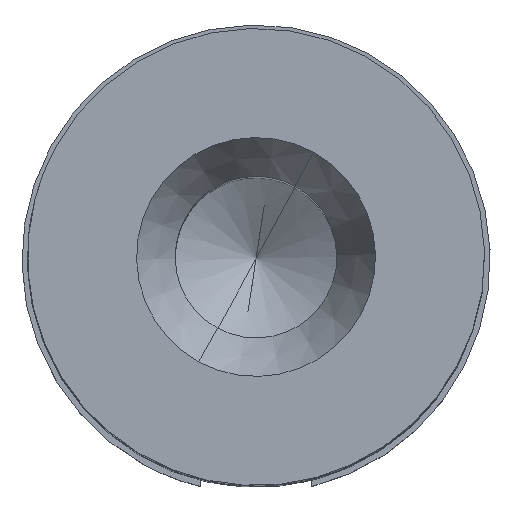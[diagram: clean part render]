
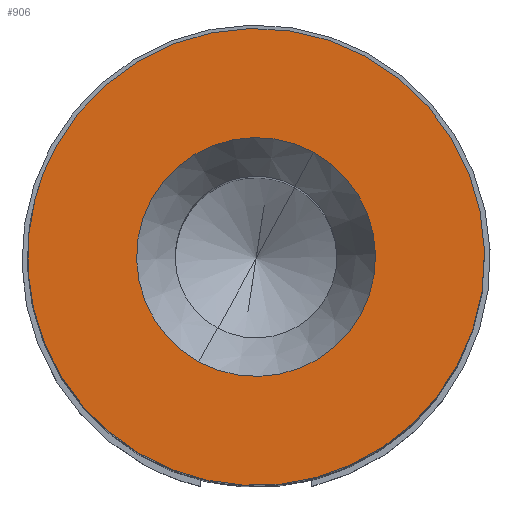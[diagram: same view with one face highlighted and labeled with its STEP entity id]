
A CAD part, top view. The second image highlights one B-rep face of the part: STEP entity #906.
In plain terms, the highlighted planar face has unit normal (0, 0, 1).
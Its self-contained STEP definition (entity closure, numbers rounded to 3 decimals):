
#710=AXIS2_PLACEMENT_3D('Circle Axis2P3D',#708,#709,$) ;
#867=AXIS2_PLACEMENT_3D('Circle Axis2P3D',#865,#866,$) ;
#891=AXIS2_PLACEMENT_3D('Plane Axis2P3D',#888,#889,#890) ;
#895=AXIS2_PLACEMENT_3D('Circle Axis2P3D',#893,#894,$) ;
#708=CARTESIAN_POINT('Axis2P3D Location',(2.05,2.05,24.25)) ;
#712=CARTESIAN_POINT('Vertex',(1.536,1.11,24.25)) ;
#714=CARTESIAN_POINT('Vertex',(2.564,2.99,24.25)) ;
#832=CARTESIAN_POINT('Vertex',(3.849,1.067,24.25)) ;
#836=CARTESIAN_POINT('Control Point',(3.849,1.067,24.25)) ;
#837=CARTESIAN_POINT('Control Point',(3.54,0.502,24.25)) ;
#838=CARTESIAN_POINT('Control Point',(3.01,0.058,24.25)) ;
#839=CARTESIAN_POINT('Control Point',(2.319,-0.145,24.25)) ;
#840=CARTESIAN_POINT('Control Point',(0.946,0.029,24.25)) ;
#841=CARTESIAN_POINT('Control Point',(0.058,1.09,24.25)) ;
#842=CARTESIAN_POINT('Control Point',(-0.144,1.781,24.25)) ;
#843=CARTESIAN_POINT('Control Point',(-0.058,2.468,24.25)) ;
#844=CARTESIAN_POINT('Control Point',(0.251,3.033,24.25)) ;
#845=CARTESIAN_POINT('Vertex',(0.251,3.033,24.25)) ;
#865=CARTESIAN_POINT('Axis2P3D Location',(2.05,2.05,24.25)) ;
#888=CARTESIAN_POINT('Axis2P3D Location',(2.05,2.05,24.25)) ;
#893=CARTESIAN_POINT('Axis2P3D Location',(2.05,2.05,24.25)) ;
#709=DIRECTION('Axis2P3D Direction',(0.,0.,1.)) ;
#866=DIRECTION('Axis2P3D Direction',(0.,0.,1.)) ;
#889=DIRECTION('Axis2P3D Direction',(-0.,0.,-1.)) ;
#890=DIRECTION('Axis2P3D XDirection',(0.,-1.,0.)) ;
#894=DIRECTION('Axis2P3D Direction',(-0.,0.,-1.)) ;
#899=ORIENTED_EDGE('',*,*,#847,.F.) ;
#900=ORIENTED_EDGE('',*,*,#897,.F.) ;
#903=ORIENTED_EDGE('',*,*,#869,.T.) ;
#904=ORIENTED_EDGE('',*,*,#716,.T.) ;
#905=FACE_BOUND('',#902,.T.) ;
#906=ADVANCED_FACE('HDC C M5 BM....1\\Hauptk\X2\00F6\X0\rper',(#901,#905),#892,.F.) ;
#835=B_SPLINE_CURVE_WITH_KNOTS('',5,(#836,#837,#838,#839,#840,#841,#842,#843,#844),.UNSPECIFIED.,.F.,.U.,(6,3,6),(-3.22,0.,3.22),.UNSPECIFIED.) ;
#711=CIRCLE('generated circle',#710,1.071) ;
#868=CIRCLE('generated circle',#867,1.071) ;
#896=CIRCLE('generated circle',#895,2.05) ;
#716=EDGE_CURVE('',#713,#715,#711,.F.) ;
#847=EDGE_CURVE('',#833,#846,#835,.T.) ;
#869=EDGE_CURVE('',#715,#713,#868,.F.) ;
#897=EDGE_CURVE('',#846,#833,#896,.T.) ;
#898=EDGE_LOOP('',(#899,#900)) ;
#902=EDGE_LOOP('',(#903,#904)) ;
#901=FACE_OUTER_BOUND('',#898,.T.) ;
#892=PLANE('',#891) ;
#713=VERTEX_POINT('',#712) ;
#715=VERTEX_POINT('',#714) ;
#833=VERTEX_POINT('',#832) ;
#846=VERTEX_POINT('',#845) ;
